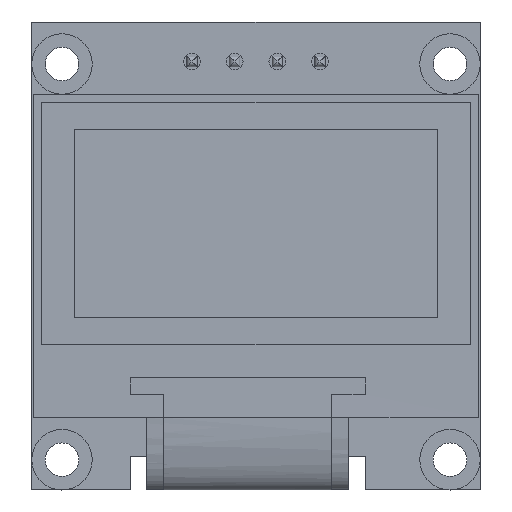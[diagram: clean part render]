
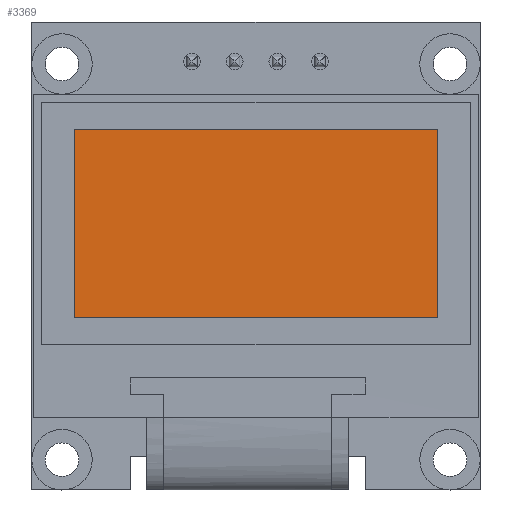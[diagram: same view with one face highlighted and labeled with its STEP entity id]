
A CAD part, top view. The second image highlights one B-rep face of the part: STEP entity #3369.
In plain terms, the highlighted planar face has unit normal (0, 0, 1).
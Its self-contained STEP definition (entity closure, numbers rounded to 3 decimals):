
#153=PLANE('',#3602);
#309=FACE_OUTER_BOUND('',#521,.T.);
#521=EDGE_LOOP('',(#2578,#2579,#2580,#2581));
#785=LINE('',#5225,#1169);
#788=LINE('',#5230,#1172);
#790=LINE('',#5234,#1174);
#791=LINE('',#5236,#1175);
#1169=VECTOR('',#4080,1000.);
#1172=VECTOR('',#4085,1000.);
#1174=VECTOR('',#4089,1000.);
#1175=VECTOR('',#4092,1000.);
#1569=VERTEX_POINT('',#5222);
#1570=VERTEX_POINT('',#5224);
#1571=VERTEX_POINT('',#5228);
#1572=VERTEX_POINT('',#5232);
#1927=EDGE_CURVE('',#1570,#1569,#785,.T.);
#1930=EDGE_CURVE('',#1569,#1571,#788,.T.);
#1932=EDGE_CURVE('',#1571,#1572,#790,.T.);
#1933=EDGE_CURVE('',#1572,#1570,#791,.T.);
#2578=ORIENTED_EDGE('',*,*,#1930,.T.);
#2579=ORIENTED_EDGE('',*,*,#1932,.T.);
#2580=ORIENTED_EDGE('',*,*,#1933,.T.);
#2581=ORIENTED_EDGE('',*,*,#1927,.T.);
#3369=ADVANCED_FACE('',(#309),#153,.T.);
#3602=AXIS2_PLACEMENT_3D('',#5237,#4093,#4094);
#4080=DIRECTION('',(1.,0.,0.));
#4085=DIRECTION('',(0.,1.,0.));
#4089=DIRECTION('',(-1.,0.,0.));
#4092=DIRECTION('',(0.,-1.,0.));
#4093=DIRECTION('center_axis',(0.,0.,1.));
#4094=DIRECTION('ref_axis',(1.,0.,0.));
#5222=CARTESIAN_POINT('',(-23.55,-8.054,1.265));
#5224=CARTESIAN_POINT('',(-45.11,-8.054,1.265));
#5225=CARTESIAN_POINT('',(-45.11,-8.054,1.265));
#5228=CARTESIAN_POINT('',(-23.55,3.166,1.265));
#5230=CARTESIAN_POINT('',(-23.55,3.166,1.265));
#5232=CARTESIAN_POINT('',(-45.11,3.166,1.265));
#5234=CARTESIAN_POINT('',(-45.11,3.166,1.265));
#5236=CARTESIAN_POINT('',(-45.11,3.166,1.265));
#5237=CARTESIAN_POINT('Origin',(-34.33,-3.004,1.265));
